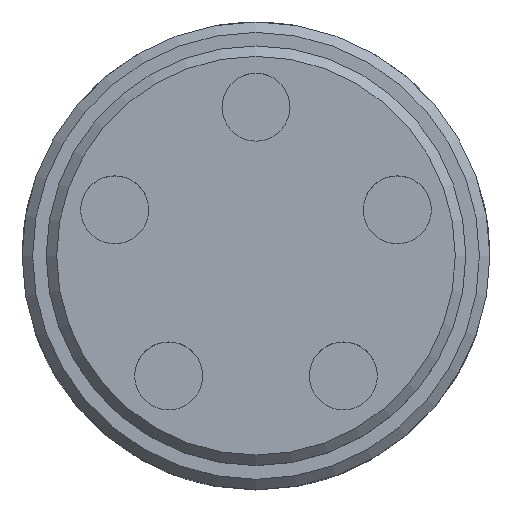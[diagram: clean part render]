
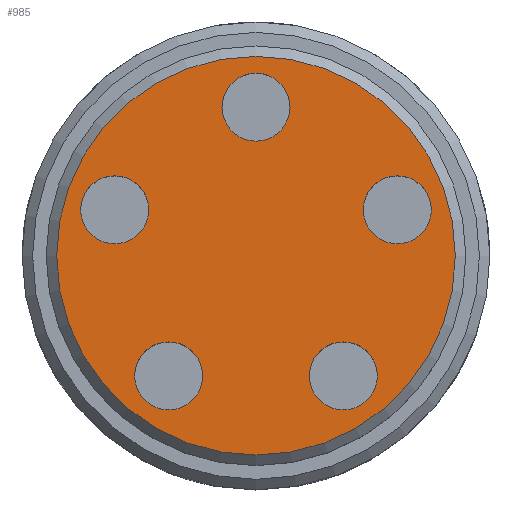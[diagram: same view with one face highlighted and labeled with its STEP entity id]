
A CAD part, top view. The second image highlights one B-rep face of the part: STEP entity #985.
In plain terms, the highlighted planar face has unit normal (0, 0, 1).
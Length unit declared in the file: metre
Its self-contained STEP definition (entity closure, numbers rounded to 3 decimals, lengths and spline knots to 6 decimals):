
#68=CIRCLE('',#1101,0.01905);
#69=CIRCLE('',#1102,0.00325);
#70=CIRCLE('',#1103,0.00325);
#71=CIRCLE('',#1104,0.00325);
#72=CIRCLE('',#1105,0.00325);
#73=CIRCLE('',#1106,0.00325);
#309=ORIENTED_EDGE('',*,*,#455,.T.);
#310=ORIENTED_EDGE('',*,*,#456,.T.);
#311=ORIENTED_EDGE('',*,*,#457,.T.);
#312=ORIENTED_EDGE('',*,*,#458,.T.);
#313=ORIENTED_EDGE('',*,*,#459,.T.);
#314=ORIENTED_EDGE('',*,*,#460,.T.);
#455=EDGE_CURVE('',#548,#548,#68,.T.);
#456=EDGE_CURVE('',#549,#549,#69,.T.);
#457=EDGE_CURVE('',#550,#550,#70,.T.);
#458=EDGE_CURVE('',#551,#551,#71,.T.);
#459=EDGE_CURVE('',#552,#552,#72,.T.);
#460=EDGE_CURVE('',#553,#553,#73,.T.);
#548=VERTEX_POINT('',#1674);
#549=VERTEX_POINT('',#1676);
#550=VERTEX_POINT('',#1678);
#551=VERTEX_POINT('',#1680);
#552=VERTEX_POINT('',#1682);
#553=VERTEX_POINT('',#1684);
#771=EDGE_LOOP('',(#309));
#772=EDGE_LOOP('',(#310));
#773=EDGE_LOOP('',(#311));
#774=EDGE_LOOP('',(#312));
#775=EDGE_LOOP('',(#313));
#776=EDGE_LOOP('',(#314));
#867=FACE_BOUND('',#771,.T.);
#868=FACE_BOUND('',#772,.T.);
#869=FACE_BOUND('',#773,.T.);
#870=FACE_BOUND('',#774,.T.);
#871=FACE_BOUND('',#775,.T.);
#872=FACE_BOUND('',#776,.T.);
#936=PLANE('',#1100);
#985=ADVANCED_FACE('',(#867,#868,#869,#870,#871,#872),#936,.T.);
#1100=AXIS2_PLACEMENT_3D('',#1672,#1375,#1376);
#1101=AXIS2_PLACEMENT_3D('',#1673,#1377,#1378);
#1102=AXIS2_PLACEMENT_3D('',#1675,#1379,#1380);
#1103=AXIS2_PLACEMENT_3D('',#1677,#1381,#1382);
#1104=AXIS2_PLACEMENT_3D('',#1679,#1383,#1384);
#1105=AXIS2_PLACEMENT_3D('',#1681,#1385,#1386);
#1106=AXIS2_PLACEMENT_3D('',#1683,#1387,#1388);
#1375=DIRECTION('',(0.,0.,1.));
#1376=DIRECTION('',(1.,0.,0.));
#1377=DIRECTION('',(0.,0.,1.));
#1378=DIRECTION('',(1.,0.,0.));
#1379=DIRECTION('',(0.,0.,-1.));
#1380=DIRECTION('',(-1.,0.,0.));
#1381=DIRECTION('',(0.,0.,-1.));
#1382=DIRECTION('',(-1.,0.,0.));
#1383=DIRECTION('',(0.,0.,-1.));
#1384=DIRECTION('',(-1.,0.,0.));
#1385=DIRECTION('',(0.,0.,-1.));
#1386=DIRECTION('',(-1.,0.,0.));
#1387=DIRECTION('',(0.,0.,-1.));
#1388=DIRECTION('',(-1.,0.,0.));
#1672=CARTESIAN_POINT('',(0.,0.,0.0225));
#1673=CARTESIAN_POINT('',(0.,0.,0.0225));
#1674=CARTESIAN_POINT('',(0.01905,0.,0.0225));
#1675=CARTESIAN_POINT('',(0.,0.0142,0.0225));
#1676=CARTESIAN_POINT('',(-0.00325,0.0142,0.0225));
#1677=CARTESIAN_POINT('',(0.013505,0.004388,0.0225));
#1678=CARTESIAN_POINT('',(0.010255,0.004388,0.0225));
#1679=CARTESIAN_POINT('',(0.008347,-0.011488,0.0225));
#1680=CARTESIAN_POINT('',(0.005097,-0.011488,0.0225));
#1681=CARTESIAN_POINT('',(-0.008347,-0.011488,0.0225));
#1682=CARTESIAN_POINT('',(-0.011597,-0.011488,0.0225));
#1683=CARTESIAN_POINT('',(-0.013505,0.004388,0.0225));
#1684=CARTESIAN_POINT('',(-0.016755,0.004388,0.0225));
